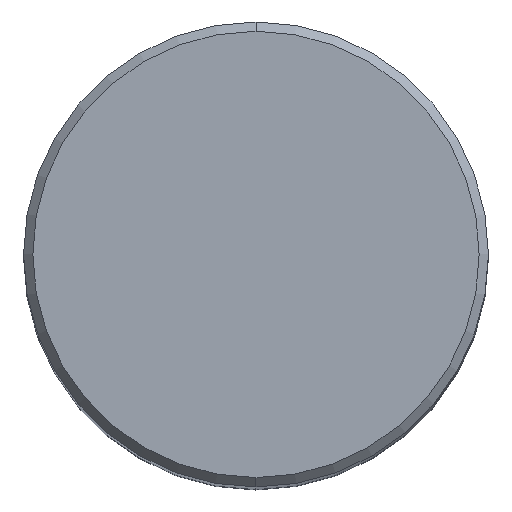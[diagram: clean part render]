
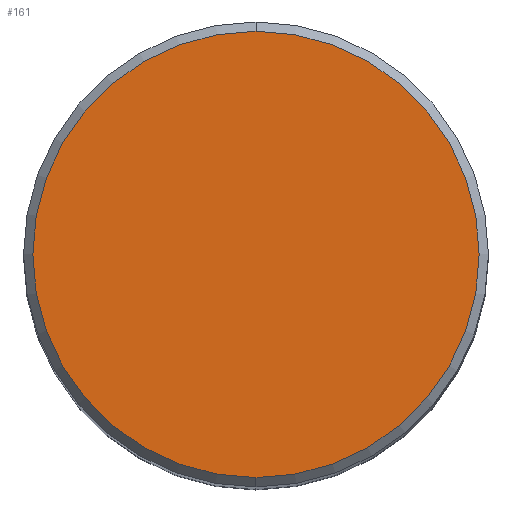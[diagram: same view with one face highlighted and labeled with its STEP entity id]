
A CAD part, top view. The second image highlights one B-rep face of the part: STEP entity #161.
In plain terms, the highlighted planar face has unit normal (0, 0, 1).
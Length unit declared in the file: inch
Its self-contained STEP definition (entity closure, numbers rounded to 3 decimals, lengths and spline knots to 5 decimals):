
#8 = DIRECTION ( 'NONE',  ( 0., 0., -1. ) ) ;
#14 = ORIENTED_EDGE ( 'NONE', *, *, #165, .T. ) ;
#37 = CARTESIAN_POINT ( 'NONE',  ( 0., 0., 0. ) ) ;
#40 = DIRECTION ( 'NONE',  ( 0., -1., 0. ) ) ;
#42 = AXIS2_PLACEMENT_3D ( 'NONE', #43, #8, #390 ) ;
#43 = CARTESIAN_POINT ( 'NONE',  ( 0., 0.48, 0. ) ) ;
#73 = PLANE ( 'NONE',  #42 ) ;
#80 = VERTEX_POINT ( 'NONE', #223 ) ;
#89 = EDGE_LOOP ( 'NONE', ( #284, #14 ) ) ;
#107 = EDGE_CURVE ( 'NONE', #214, #80, #191, .T. ) ;
#131 = DIRECTION ( 'NONE',  ( 0., -1., 0. ) ) ;
#161 = ADVANCED_FACE ( 'NONE', ( #336 ), #73, .F. ) ;
#165 = EDGE_CURVE ( 'NONE', #80, #214, #316, .T. ) ;
#170 = DIRECTION ( 'NONE',  ( 0., 0., 1. ) ) ;
#191 = CIRCLE ( 'NONE', #330, 0.48 ) ;
#202 = CARTESIAN_POINT ( 'NONE',  ( 0., 0., 0. ) ) ;
#214 = VERTEX_POINT ( 'NONE', #242 ) ;
#223 = CARTESIAN_POINT ( 'NONE',  ( 0., -0.48, 0. ) ) ;
#233 = DIRECTION ( 'NONE',  ( 0., 0., 1. ) ) ;
#242 = CARTESIAN_POINT ( 'NONE',  ( 0., 0.48, 0. ) ) ;
#266 = AXIS2_PLACEMENT_3D ( 'NONE', #202, #170, #40 ) ;
#284 = ORIENTED_EDGE ( 'NONE', *, *, #107, .T. ) ;
#316 = CIRCLE ( 'NONE', #266, 0.48 ) ;
#330 = AXIS2_PLACEMENT_3D ( 'NONE', #37, #233, #131 ) ;
#336 = FACE_OUTER_BOUND ( 'NONE', #89, .T. ) ;
#390 = DIRECTION ( 'NONE',  ( 0., 1., 0. ) ) ;
